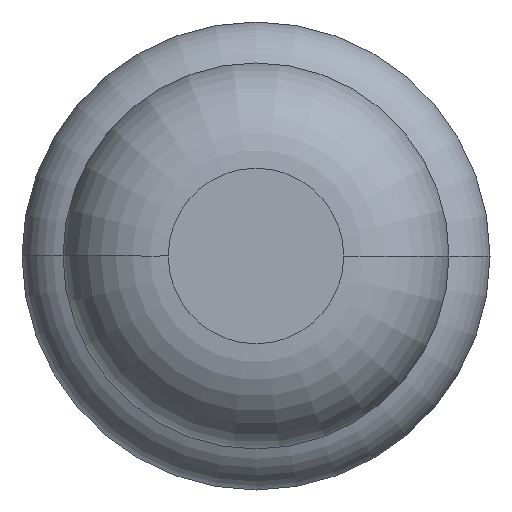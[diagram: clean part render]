
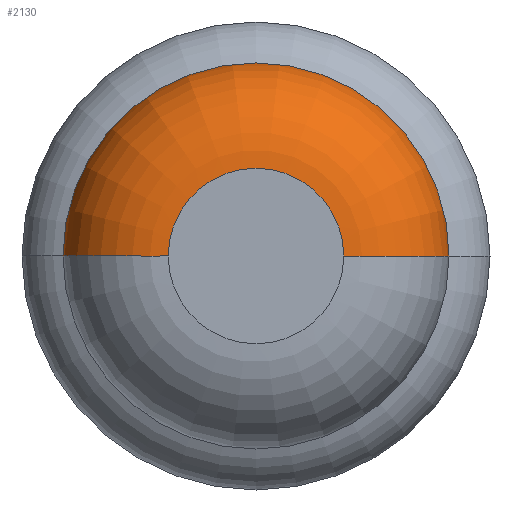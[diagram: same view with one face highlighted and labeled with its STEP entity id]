
A CAD part, front view. The second image highlights one B-rep face of the part: STEP entity #2130.
In plain terms, the highlighted toroidal (fillet/blend) face has major radius 0.375 mm and minor radius 0.45 mm.
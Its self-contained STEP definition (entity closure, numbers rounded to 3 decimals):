
#2 = CIRCLE ( 'NONE', #1818, 0.45 ) ;
#77 = TOROIDAL_SURFACE ( 'NONE', #1478, 0.375, 0.45 ) ;
#90 = DIRECTION ( 'NONE',  ( 0., -1., 0. ) ) ;
#278 = EDGE_CURVE ( 'Defeature ausgef�hrt1_6+Defeature ausgef�hrt1_7+Defeature ausgef�hrt1_7+Defeature ausgef�hrt1_7', #3186, #2992, #2986, .T. ) ;
#302 = EDGE_CURVE ( 'NONE', #893, #2992, #2, .T. ) ;
#384 = EDGE_CURVE ( 'Defeature ausgef�hrt1_7+Defeature ausgef�hrt1_8+Defeature ausgef�hrt1_8+Defeature ausgef�hrt1_8', #1204, #893, #1286, .T. ) ;
#392 = CARTESIAN_POINT ( 'NONE',  ( 0.375, -31.55, 0. ) ) ;
#455 = DIRECTION ( 'NONE',  ( 1., 0., 0. ) ) ;
#781 = ORIENTED_EDGE ( 'NONE', *, *, #278, .F. ) ;
#893 = VERTEX_POINT ( 'NONE', #1036 ) ;
#1036 = CARTESIAN_POINT ( 'NONE',  ( -0.825, -31.55, 0. ) ) ;
#1112 = DIRECTION ( 'NONE',  ( 1., 0., 0. ) ) ;
#1204 = VERTEX_POINT ( 'NONE', #2232 ) ;
#1286 = CIRCLE ( 'NONE', #2512, 0.825 ) ;
#1289 = AXIS2_PLACEMENT_3D ( 'NONE', #392, #3210, #2680 ) ;
#1478 = AXIS2_PLACEMENT_3D ( 'NONE', #1617, #90, #2400 ) ;
#1511 = CARTESIAN_POINT ( 'NONE',  ( -0.375, -32., 0. ) ) ;
#1535 = ORIENTED_EDGE ( 'NONE', *, *, #2641, .F. ) ;
#1617 = CARTESIAN_POINT ( 'NONE',  ( 0., -31.55, 0. ) ) ;
#1818 = AXIS2_PLACEMENT_3D ( 'NONE', #2131, #2707, #2349 ) ;
#1991 = AXIS2_PLACEMENT_3D ( 'NONE', #2650, #3226, #1112 ) ;
#2130 = ADVANCED_FACE ( 'Defeature ausgef�hrt1_7', ( #2690 ), #77, .T. ) ;
#2131 = CARTESIAN_POINT ( 'NONE',  ( -0.375, -31.55, 0. ) ) ;
#2185 = EDGE_LOOP ( 'NONE', ( #2325, #2774, #781, #1535 ) ) ;
#2209 = CARTESIAN_POINT ( 'NONE',  ( 0., -31.55, 0. ) ) ;
#2232 = CARTESIAN_POINT ( 'NONE',  ( 0.825, -31.55, 0. ) ) ;
#2325 = ORIENTED_EDGE ( 'NONE', *, *, #384, .T. ) ;
#2349 = DIRECTION ( 'NONE',  ( 1., 0., 0. ) ) ;
#2369 = CARTESIAN_POINT ( 'NONE',  ( 0.375, -32., 0. ) ) ;
#2400 = DIRECTION ( 'NONE',  ( 1., 0., 0. ) ) ;
#2441 = CIRCLE ( 'NONE', #1289, 0.45 ) ;
#2512 = AXIS2_PLACEMENT_3D ( 'NONE', #2209, #3263, #455 ) ;
#2641 = EDGE_CURVE ( 'NONE', #1204, #3186, #2441, .T. ) ;
#2650 = CARTESIAN_POINT ( 'NONE',  ( 0., -32., 0. ) ) ;
#2680 = DIRECTION ( 'NONE',  ( -1., 0., 0. ) ) ;
#2690 = FACE_OUTER_BOUND ( 'NONE', #2185, .T. ) ;
#2707 = DIRECTION ( 'NONE',  ( 0., 0., 1. ) ) ;
#2774 = ORIENTED_EDGE ( 'NONE', *, *, #302, .T. ) ;
#2986 = CIRCLE ( 'NONE', #1991, 0.375 ) ;
#2992 = VERTEX_POINT ( 'NONE', #1511 ) ;
#3186 = VERTEX_POINT ( 'NONE', #2369 ) ;
#3210 = DIRECTION ( 'NONE',  ( 0., 0., -1. ) ) ;
#3226 = DIRECTION ( 'NONE',  ( 0., -1., 0. ) ) ;
#3263 = DIRECTION ( 'NONE',  ( 0., -1., 0. ) ) ;
